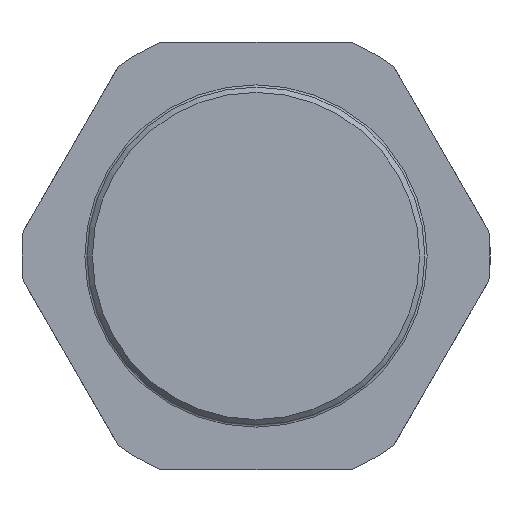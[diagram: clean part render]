
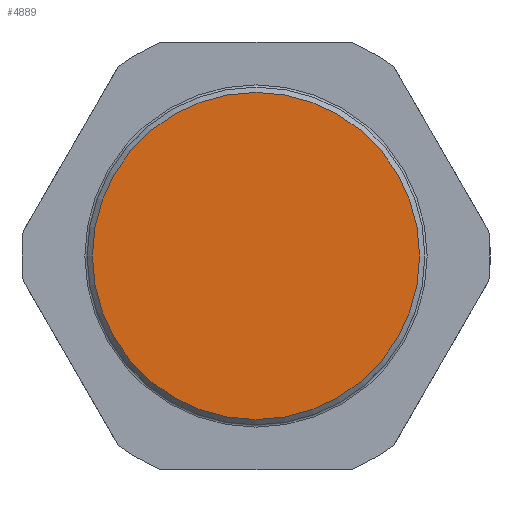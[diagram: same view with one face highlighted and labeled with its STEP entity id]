
A CAD part, left-side view. The second image highlights one B-rep face of the part: STEP entity #4889.
In plain terms, the highlighted planar face has unit normal (-1, 0, 0).
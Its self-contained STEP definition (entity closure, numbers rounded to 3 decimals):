
#797=FACE_OUTER_BOUND('',#1066,.T.);
#1066=EDGE_LOOP('',(#2981,#2982));
#1344=CIRCLE('',#5186,36.33);
#1345=CIRCLE('',#5187,36.33);
#1709=VERTEX_POINT('',#7329);
#1710=VERTEX_POINT('',#7330);
#2221=EDGE_CURVE('',#1709,#1710,#1344,.T.);
#2222=EDGE_CURVE('',#1710,#1709,#1345,.T.);
#2981=ORIENTED_EDGE('',*,*,#2221,.F.);
#2982=ORIENTED_EDGE('',*,*,#2222,.F.);
#4501=PLANE('',#5185);
#4889=ADVANCED_FACE('',(#797),#4501,.T.);
#5185=AXIS2_PLACEMENT_3D('',#7328,#5829,#5830);
#5186=AXIS2_PLACEMENT_3D('',#7331,#5831,#5832);
#5187=AXIS2_PLACEMENT_3D('',#7332,#5833,#5834);
#5829=DIRECTION('center_axis',(-1.,0.,0.));
#5830=DIRECTION('ref_axis',(0.,0.,
1.));
#5831=DIRECTION('center_axis',(1.,0.,0.));
#5832=DIRECTION('ref_axis',(0.,0.,
-1.));
#5833=DIRECTION('center_axis',(1.,0.,0.));
#5834=DIRECTION('ref_axis',(0.,0.,
-1.));
#7328=CARTESIAN_POINT('Origin',(-25.25,36.33,0.));
#7329=CARTESIAN_POINT('',(-25.25,36.33,0.));
#7330=CARTESIAN_POINT('',(-25.25,-36.33,0.));
#7331=CARTESIAN_POINT('Origin',(-25.25,0.,0.));
#7332=CARTESIAN_POINT('Origin',(-25.25,0.,0.));
